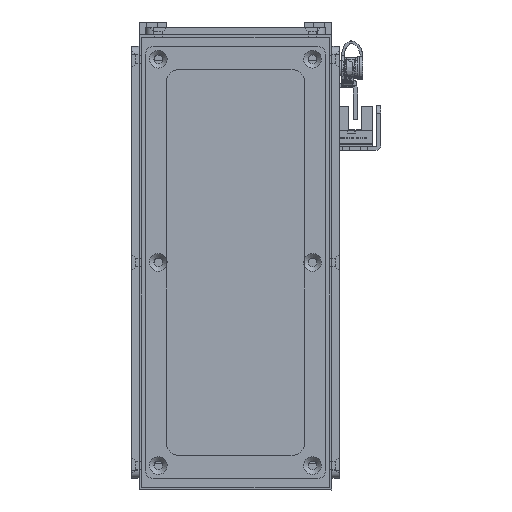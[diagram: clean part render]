
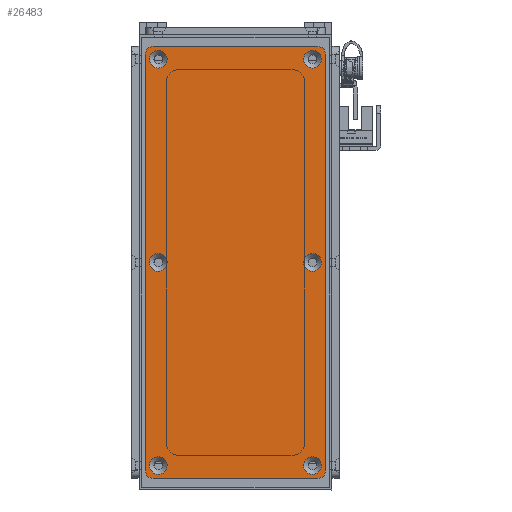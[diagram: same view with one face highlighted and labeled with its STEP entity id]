
A CAD part, left-side view. The second image highlights one B-rep face of the part: STEP entity #26483.
In plain terms, the highlighted face is planar.
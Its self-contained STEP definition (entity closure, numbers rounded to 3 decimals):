
#1242=FACE_BOUND('',#5179,.T.);
#1243=FACE_BOUND('',#5180,.T.);
#1244=FACE_BOUND('',#5181,.T.);
#1245=FACE_BOUND('',#5182,.T.);
#1246=FACE_BOUND('',#5183,.T.);
#1247=FACE_BOUND('',#5184,.T.);
#1912=PLANE('',#29720);
#3299=FACE_OUTER_BOUND('',#5178,.T.);
#5178=EDGE_LOOP('',(#24285,#24286,#24287,#24288,#24289,#24290,#24291,#24292));
#5179=EDGE_LOOP('',(#24293));
#5180=EDGE_LOOP('',(#24294));
#5181=EDGE_LOOP('',(#24295));
#5182=EDGE_LOOP('',(#24296));
#5183=EDGE_LOOP('',(#24297));
#5184=EDGE_LOOP('',(#24298));
#7355=LINE('',#46280,#9527);
#7358=LINE('',#46288,#9530);
#7361=LINE('',#46296,#9533);
#7364=LINE('',#46303,#9536);
#9527=VECTOR('',#37442,10.);
#9530=VECTOR('',#37451,10.);
#9533=VECTOR('',#37460,10.);
#9536=VECTOR('',#37469,10.);
#10882=CIRCLE('',#29674,3.45);
#10885=CIRCLE('',#29679,3.45);
#10888=CIRCLE('',#29684,3.45);
#10891=CIRCLE('',#29689,3.45);
#10894=CIRCLE('',#29694,3.45);
#10897=CIRCLE('',#29699,3.45);
#10904=CIRCLE('',#29709,3.);
#10905=CIRCLE('',#29712,3.);
#10906=CIRCLE('',#29715,3.);
#10907=CIRCLE('',#29718,3.);
#13314=VERTEX_POINT('',#46196);
#13317=VERTEX_POINT('',#46206);
#13320=VERTEX_POINT('',#46216);
#13323=VERTEX_POINT('',#46226);
#13326=VERTEX_POINT('',#46236);
#13329=VERTEX_POINT('',#46246);
#13340=VERTEX_POINT('',#46273);
#13341=VERTEX_POINT('',#46275);
#13342=VERTEX_POINT('',#46279);
#13343=VERTEX_POINT('',#46283);
#13344=VERTEX_POINT('',#46287);
#13345=VERTEX_POINT('',#46291);
#13346=VERTEX_POINT('',#46295);
#13347=VERTEX_POINT('',#46299);
#16953=EDGE_CURVE('',#13314,#13314,#10882,.T.);
#16958=EDGE_CURVE('',#13317,#13317,#10885,.T.);
#16963=EDGE_CURVE('',#13320,#13320,#10888,.T.);
#16968=EDGE_CURVE('',#13323,#13323,#10891,.T.);
#16973=EDGE_CURVE('',#13326,#13326,#10894,.T.);
#16978=EDGE_CURVE('',#13329,#13329,#10897,.T.);
#16992=EDGE_CURVE('',#13341,#13340,#10904,.T.);
#16994=EDGE_CURVE('',#13342,#13341,#7355,.T.);
#16996=EDGE_CURVE('',#13343,#13342,#10905,.T.);
#16998=EDGE_CURVE('',#13344,#13343,#7358,.T.);
#17000=EDGE_CURVE('',#13345,#13344,#10906,.T.);
#17002=EDGE_CURVE('',#13346,#13345,#7361,.T.);
#17004=EDGE_CURVE('',#13347,#13346,#10907,.T.);
#17006=EDGE_CURVE('',#13340,#13347,#7364,.T.);
#24285=ORIENTED_EDGE('',*,*,#17006,.T.);
#24286=ORIENTED_EDGE('',*,*,#17004,.T.);
#24287=ORIENTED_EDGE('',*,*,#17002,.T.);
#24288=ORIENTED_EDGE('',*,*,#17000,.T.);
#24289=ORIENTED_EDGE('',*,*,#16998,.T.);
#24290=ORIENTED_EDGE('',*,*,#16996,.T.);
#24291=ORIENTED_EDGE('',*,*,#16994,.T.);
#24292=ORIENTED_EDGE('',*,*,#16992,.T.);
#24293=ORIENTED_EDGE('',*,*,#16953,.T.);
#24294=ORIENTED_EDGE('',*,*,#16958,.T.);
#24295=ORIENTED_EDGE('',*,*,#16963,.T.);
#24296=ORIENTED_EDGE('',*,*,#16968,.T.);
#24297=ORIENTED_EDGE('',*,*,#16973,.T.);
#24298=ORIENTED_EDGE('',*,*,#16978,.T.);
#26483=ADVANCED_FACE('',(#3299,#1242,#1243,#1244,#1245,#1246,#1247),#1912,
 .T.);
#29674=AXIS2_PLACEMENT_3D('',#46197,#37350,#37351);
#29679=AXIS2_PLACEMENT_3D('',#46207,#37362,#37363);
#29684=AXIS2_PLACEMENT_3D('',#46217,#37374,#37375);
#29689=AXIS2_PLACEMENT_3D('',#46227,#37386,#37387);
#29694=AXIS2_PLACEMENT_3D('',#46237,#37398,#37399);
#29699=AXIS2_PLACEMENT_3D('',#46247,#37410,#37411);
#29709=AXIS2_PLACEMENT_3D('',#46276,#37437,#37438);
#29712=AXIS2_PLACEMENT_3D('',#46284,#37446,#37447);
#29715=AXIS2_PLACEMENT_3D('',#46292,#37455,#37456);
#29718=AXIS2_PLACEMENT_3D('',#46300,#37464,#37465);
#29720=AXIS2_PLACEMENT_3D('',#46304,#37470,#37471);
#37350=DIRECTION('center_axis',(0.,0.,-1.));
#37351=DIRECTION('ref_axis',(1.,0.,0.));
#37362=DIRECTION('center_axis',(0.,0.,-1.));
#37363=DIRECTION('ref_axis',(1.,0.,0.));
#37374=DIRECTION('center_axis',(0.,0.,-1.));
#37375=DIRECTION('ref_axis',(1.,0.,0.));
#37386=DIRECTION('center_axis',(0.,0.,-1.));
#37387=DIRECTION('ref_axis',(1.,0.,0.));
#37398=DIRECTION('center_axis',(0.,0.,-1.));
#37399=DIRECTION('ref_axis',(1.,0.,0.));
#37410=DIRECTION('center_axis',(0.,0.,-1.));
#37411=DIRECTION('ref_axis',(1.,0.,0.));
#37437=DIRECTION('center_axis',(0.,0.,1.));
#37438=DIRECTION('ref_axis',(-1.,0.,0.));
#37442=DIRECTION('',(0.,1.,0.));
#37446=DIRECTION('center_axis',(0.,0.,1.));
#37447=DIRECTION('ref_axis',(0.,1.,0.));
#37451=DIRECTION('',(1.,0.,0.));
#37455=DIRECTION('center_axis',(0.,0.,1.));
#37456=DIRECTION('ref_axis',(1.,0.,0.));
#37460=DIRECTION('',(0.,-1.,0.));
#37464=DIRECTION('center_axis',(0.,0.,1.));
#37465=DIRECTION('ref_axis',(0.,-1.,0.));
#37469=DIRECTION('',(-1.,0.,0.));
#37470=DIRECTION('center_axis',(0.,0.,1.));
#37471=DIRECTION('ref_axis',(1.,0.,0.));
#46196=CARTESIAN_POINT('',(-3.45,30.,1.5));
#46197=CARTESIAN_POINT('Origin',(0.,30.,1.5));
#46206=CARTESIAN_POINT('',(75.55,-30.,1.5));
#46207=CARTESIAN_POINT('Origin',(79.,-30.,1.5));
#46216=CARTESIAN_POINT('',(-82.45,30.,1.5));
#46217=CARTESIAN_POINT('Origin',(-79.,30.,1.5));
#46226=CARTESIAN_POINT('',(75.55,30.,1.5));
#46227=CARTESIAN_POINT('Origin',(79.,30.,1.5));
#46236=CARTESIAN_POINT('',(-82.45,-30.,1.5));
#46237=CARTESIAN_POINT('Origin',(-79.,-30.,1.5));
#46246=CARTESIAN_POINT('',(-3.45,-30.,1.5));
#46247=CARTESIAN_POINT('Origin',(0.,-30.,1.5));
#46273=CARTESIAN_POINT('',(81.,35.,1.5));
#46275=CARTESIAN_POINT('',(84.,32.,1.5));
#46276=CARTESIAN_POINT('Origin',(81.,32.,1.5));
#46279=CARTESIAN_POINT('',(84.,-32.,1.5));
#46280=CARTESIAN_POINT('',(84.,32.,1.5));
#46283=CARTESIAN_POINT('',(81.,-35.,1.5));
#46284=CARTESIAN_POINT('Origin',(81.,-32.,1.5));
#46287=CARTESIAN_POINT('',(-81.,-35.,1.5));
#46288=CARTESIAN_POINT('',(81.,-35.,1.5));
#46291=CARTESIAN_POINT('',(-84.,-32.,1.5));
#46292=CARTESIAN_POINT('Origin',(-81.,-32.,1.5));
#46295=CARTESIAN_POINT('',(-84.,32.,1.5));
#46296=CARTESIAN_POINT('',(-84.,-32.,1.5));
#46299=CARTESIAN_POINT('',(-81.,35.,1.5));
#46300=CARTESIAN_POINT('Origin',(-81.,32.,1.5));
#46303=CARTESIAN_POINT('',(-81.,35.,1.5));
#46304=CARTESIAN_POINT('Origin',(0.,0.,
1.5));
